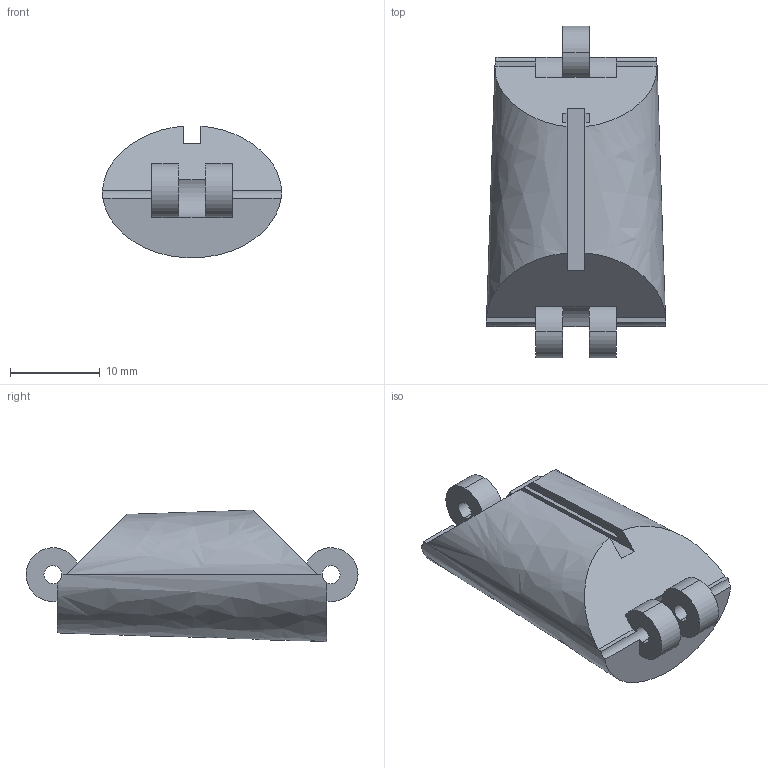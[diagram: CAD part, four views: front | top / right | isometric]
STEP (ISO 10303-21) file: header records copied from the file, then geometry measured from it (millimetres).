
FILE_DESCRIPTION (( 'STEP AP214' ), '1' );
FILE_NAME ('part 1.STEP', '2025-11-24T19:37:05', ( '' ), ( '' ), 'SwSTEP 2.0', 'SolidWorks 2023', '' );
FILE_SCHEMA (( 'AUTOMOTIVE_DESIGN' ));
Length unit declared in the file: millimetre
Products named in the file (1): part 1
Bounding box: 19.97 x 37 x 14.68 mm (x, y, z)
Volume: 5401.2 mm3; surface area: 2157.6 mm2
Topology: 1 solids, 1 shells, 50 faces, 140 edges, 90 vertices
Faces by surface type: plane 27, cylinder 20, bspline 3
Entity records: 2312 total; most frequent: CARTESIAN_POINT 1000, ORIENTED_EDGE 280, DIRECTION 258, EDGE_CURVE 140, VERTEX_POINT 90, AXIS2_PLACEMENT_3D 88, VECTOR 82, LINE 82
